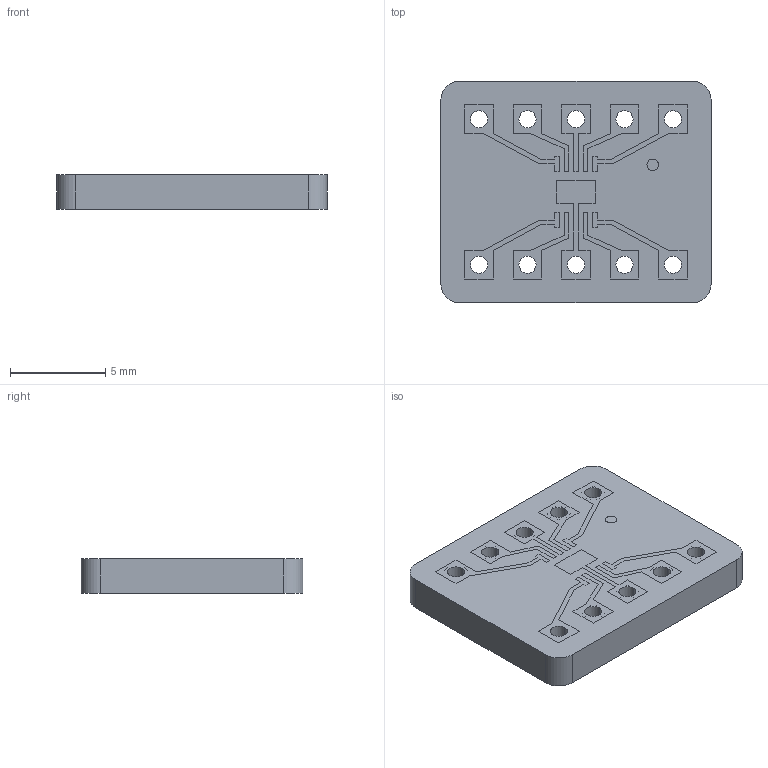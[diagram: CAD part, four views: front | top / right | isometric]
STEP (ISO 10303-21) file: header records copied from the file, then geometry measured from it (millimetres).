
FILE_DESCRIPTION (( 'STEP AP214' ), '1' );
FILE_NAME ('Plug-And-Play_Adapter_BD67173NUX.STEP', '2024-02-05T13:32:27', ( '' ), ( '' ), 'SwSTEP 2.0', 'SolidWorks 2022', '' );
FILE_SCHEMA (( 'AUTOMOTIVE_DESIGN' ));
Length unit declared in the file: millimetre
Products named in the file (1): Plug-And-Play_Adapter_BD67173NUX
Bounding box: 14.16 x 11.62 x 1.8 mm (x, y, z)
Volume: 293.3 mm3; surface area: 647.1 mm2
Topology: 35 solids, 35 shells, 542 faces, 1386 edges, 924 vertices
Faces by surface type: plane 355, bspline 121, cylinder 66
Entity records: 23584 total; most frequent: CARTESIAN_POINT 10662, ORIENTED_EDGE 2772, DIRECTION 2120, EDGE_CURVE 1386, LINE 1012, VECTOR 1012, VERTEX_POINT 924, EDGE_LOOP 602
